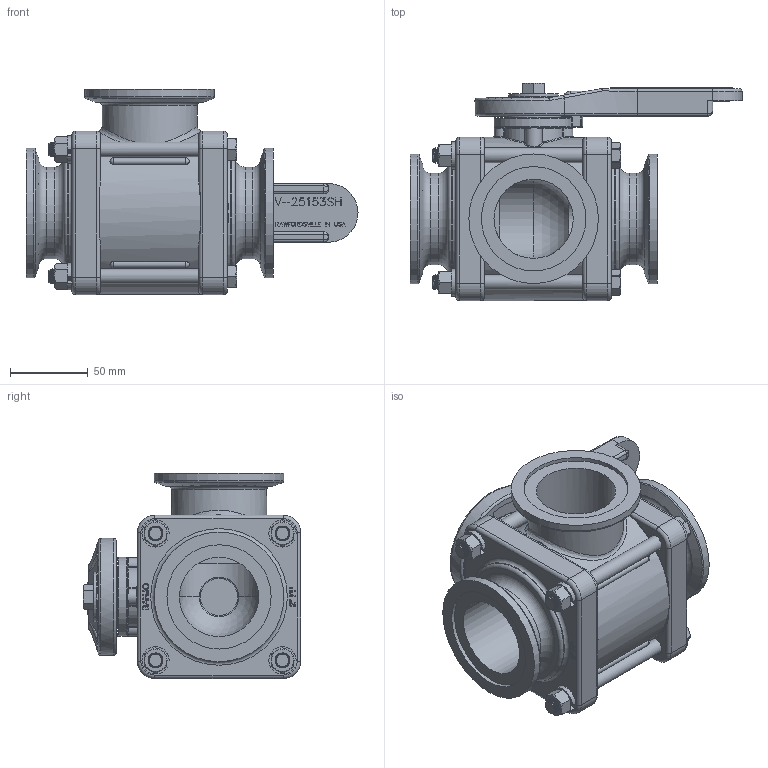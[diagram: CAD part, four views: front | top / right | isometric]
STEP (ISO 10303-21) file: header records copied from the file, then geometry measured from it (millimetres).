
FILE_DESCRIPTION(/* description */ ('2" FP MNFLD SL VALVE BODY'),/* implementation_level */ '2;1');
FILE_NAME(/* name */ 'MV220SL.stp',/* time_stamp */ '2014-04-29T15:31:25-04:00',/* author */ ('mclevenger'),/* organization */ (''),/* preprocessor_version */ 'ST-DEVELOPER v15.2',/* originating_system */ 'Autodesk Inventor 2014',/* authorisation */ '');
FILE_SCHEMA (('AUTOMOTIVE_DESIGN { 1 0 10303 214 3 1 1 }'));
Products named in the file (20): MV25354SX; V20018; V20019; V25017; V25020; V25060; V25121; V25151BX; V25151B; V25153SH; V25160; V25163; V25258; V25264; VX25355S; V25355SM; V25355S; V25378X; V25378; MV220SL
Bounding box: 212.85 x 139.43 x 131.58 mm (x, y, z)
Volume: 916170.7 mm3; surface area: 280422.6 mm2
Topology: 27 solids, 27 shells, 2430 faces, 6188 edges, 3942 vertices
Faces by surface type: plane 1317, cylinder 472, cone 314, bspline 207, torus 85, sphere 35
Full cylindrical faces by diameter (mm): 7.798 x1, 8.236 x60, 9.525 x61, 10.312 x1, 11.125 x8, 14.275 x1, 25.4 x3, 25.527 x1, 25.806 x1, 31.521 x1, 31.623 x1, 31.75 x3, 35.306 x1, 36.525 x1, 37.084 x2, 50.8 x3, 52.07 x2, 58.674 x2, 60.96 x1, 64.77 x2, 64.973 x2, 66.802 x2, 66.929 x1, 83.058 x5, 84.074 x2, 85.598 x1, 88.9 x2, 96.114 x2
Entity records: 55797 total; most frequent: CARTESIAN_POINT 14254, ORIENTED_EDGE 8714, DIRECTION 7852, EDGE_CURVE 4333, LINE 3132, VECTOR 3132, VERTEX_POINT 2871, AXIS2_PLACEMENT_3D 2360
